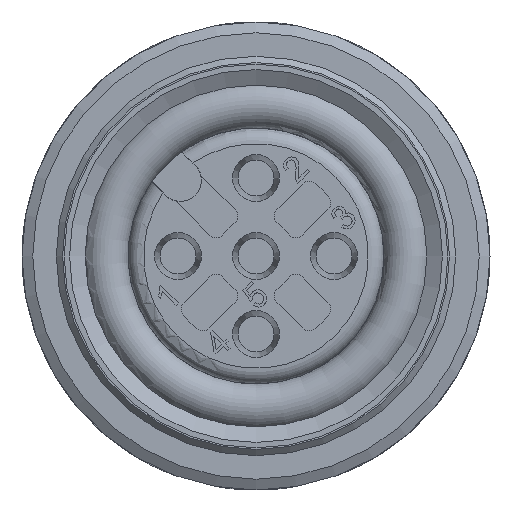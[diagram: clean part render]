
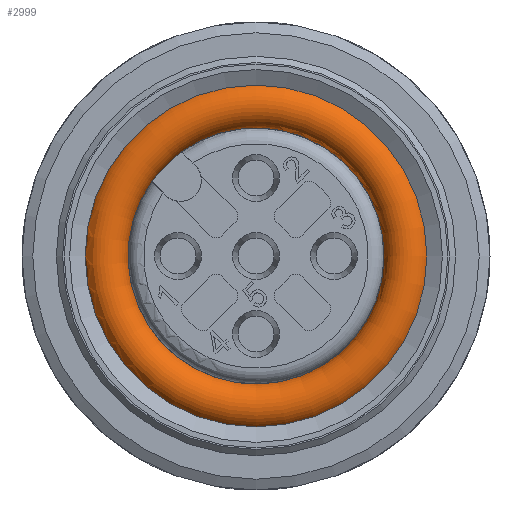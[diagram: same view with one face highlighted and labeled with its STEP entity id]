
A CAD part, left-side view. The second image highlights one B-rep face of the part: STEP entity #2999.
In plain terms, the highlighted toroidal (fillet/blend) face has major radius 4.845 mm and minor radius 0.75 mm.
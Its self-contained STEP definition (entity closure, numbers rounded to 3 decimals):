
#199=TOROIDAL_SURFACE('',#10181,4.845,0.75);
#782=B_SPLINE_CURVE_WITH_KNOTS('',3,(#16598,#16599,#16600,#16601,#16602,
#16603),.UNSPECIFIED.,.F.,.F.,(4,2,4),(0.,0.444,1.),
 .UNSPECIFIED.);
#783=B_SPLINE_CURVE_WITH_KNOTS('',3,(#16613,#16614,#16615,#16616,#16617,
#16618),.UNSPECIFIED.,.F.,.F.,(4,2,4),(0.,0.41,1.),
 .UNSPECIFIED.);
#2999=ADVANCED_FACE('',(#3550,#3551,#3552),#199,.T.);
#3550=FACE_BOUND('',#4015,.T.);
#3551=FACE_BOUND('',#4016,.T.);
#3552=FACE_BOUND('',#4017,.T.);
#4015=EDGE_LOOP('',(#5839,#5840,#5841,#5842));
#4016=EDGE_LOOP('',(#5843));
#4017=EDGE_LOOP('',(#5844));
#5839=ORIENTED_EDGE('',*,*,#8803,.F.);
#5840=ORIENTED_EDGE('',*,*,#8801,.T.);
#5841=ORIENTED_EDGE('',*,*,#8799,.F.);
#5842=ORIENTED_EDGE('',*,*,#8796,.T.);
#5843=ORIENTED_EDGE('',*,*,#8795,.F.);
#5844=ORIENTED_EDGE('',*,*,#8804,.T.);
#7638=VERTEX_POINT('',#16596);
#7639=VERTEX_POINT('',#16604);
#7640=VERTEX_POINT('',#16605);
#7641=VERTEX_POINT('',#16610);
#7642=VERTEX_POINT('',#16619);
#7643=VERTEX_POINT('',#16625);
#8795=EDGE_CURVE('',#7638,#7638,#9626,.T.);
#8796=EDGE_CURVE('',#7639,#7640,#782,.T.);
#8799=EDGE_CURVE('',#7639,#7641,#9627,.T.);
#8801=EDGE_CURVE('',#7642,#7641,#783,.T.);
#8803=EDGE_CURVE('',#7642,#7640,#9628,.T.);
#8804=EDGE_CURVE('',#7643,#7643,#9629,.T.);
#9626=CIRCLE('',#10172,4.723);
#9627=CIRCLE('',#10175,4.1);
#9628=CIRCLE('',#10178,4.1);
#9629=CIRCLE('',#10180,5.475);
#10172=AXIS2_PLACEMENT_3D('',#16595,#11622,#11623);
#10175=AXIS2_PLACEMENT_3D('',#16609,#11630,#11631);
#10178=AXIS2_PLACEMENT_3D('',#16622,#11638,#11639);
#10180=AXIS2_PLACEMENT_3D('',#16624,#11642,#11643);
#10181=AXIS2_PLACEMENT_3D('',#16626,#11644,#11645);
#11622=DIRECTION('',(-1.,0.,0.));
#11623=DIRECTION('',(0.,0.,-1.));
#11630=DIRECTION('',(-1.,0.,0.));
#11631=DIRECTION('',(0.,0.,-1.));
#11638=DIRECTION('',(1.,0.,0.));
#11639=DIRECTION('',(0.,0.,1.));
#11642=DIRECTION('',(-1.,0.,0.));
#11643=DIRECTION('',(0.,0.,-1.));
#11644=DIRECTION('',(1.,0.,0.));
#11645=DIRECTION('',(0.,0.,-1.));
#16595=CARTESIAN_POINT('',(38.951,0.,0.));
#16596=CARTESIAN_POINT('',(38.951,0.,-4.723));
#16598=CARTESIAN_POINT('',(38.125,3.337,2.382));
#16599=CARTESIAN_POINT('',(38.15,3.335,2.38));
#16600=CARTESIAN_POINT('',(38.176,3.334,2.379));
#16601=CARTESIAN_POINT('',(38.233,3.333,2.378));
#16602=CARTESIAN_POINT('',(38.266,3.334,2.38));
#16603=CARTESIAN_POINT('',(38.297,3.337,2.382));
#16604=CARTESIAN_POINT('',(38.125,3.337,2.382));
#16605=CARTESIAN_POINT('',(38.297,3.337,2.382));
#16609=CARTESIAN_POINT('',(38.125,0.,0.));
#16610=CARTESIAN_POINT('',(38.125,2.382,3.337));
#16613=CARTESIAN_POINT('',(38.297,2.382,3.337));
#16614=CARTESIAN_POINT('',(38.274,2.38,3.335));
#16615=CARTESIAN_POINT('',(38.25,2.379,3.334));
#16616=CARTESIAN_POINT('',(38.192,2.378,3.333));
#16617=CARTESIAN_POINT('',(38.158,2.379,3.334));
#16618=CARTESIAN_POINT('',(38.125,2.382,3.337));
#16619=CARTESIAN_POINT('',(38.297,2.382,3.337));
#16622=CARTESIAN_POINT('',(38.297,0.,0.));
#16624=CARTESIAN_POINT('',(37.804,0.,0.));
#16625=CARTESIAN_POINT('',(37.804,0.,-5.475));
#16626=CARTESIAN_POINT('',(38.211,0.,0.));
